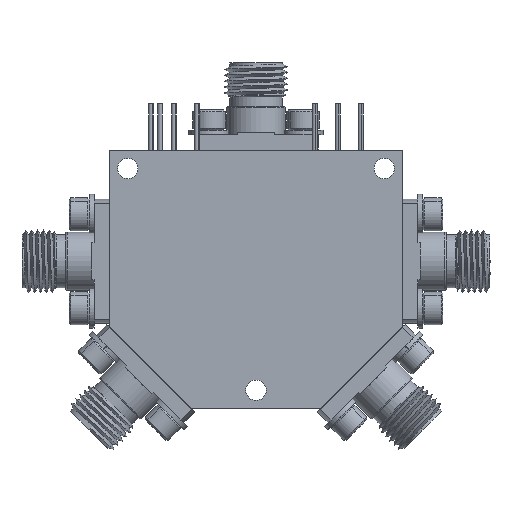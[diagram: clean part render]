
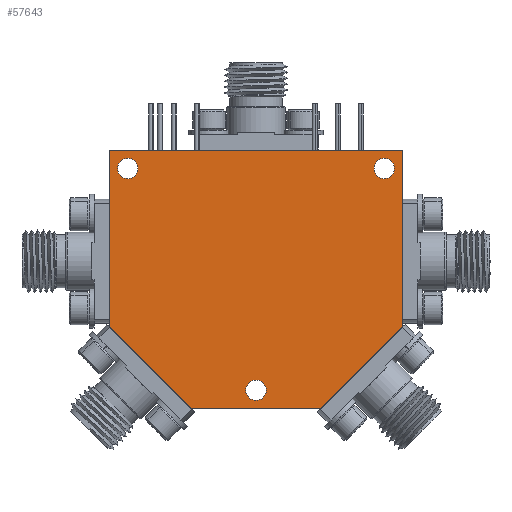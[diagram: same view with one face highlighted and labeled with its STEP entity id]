
A CAD part, front view. The second image highlights one B-rep face of the part: STEP entity #57643.
In plain terms, the highlighted planar face has unit normal (0, -1, 0).
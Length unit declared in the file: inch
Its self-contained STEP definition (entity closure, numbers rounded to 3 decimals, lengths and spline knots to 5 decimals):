
#1 = EDGE_LOOP ( 'NONE', ( #44796, #3829, #51895, #48371, #49463, #10789 ) ) ;
#174 = DIRECTION ( 'NONE',  ( 0., -1., 0. ) ) ;
#1215 = VECTOR ( 'NONE', #25156, 39.37008 ) ;
#1279 = AXIS2_PLACEMENT_3D ( 'NONE', #52814, #7465, #25451 ) ;
#1543 = DIRECTION ( 'NONE',  ( -0.707, 0., 0.707 ) ) ;
#1745 = DIRECTION ( 'NONE',  ( 0., 1., 0. ) ) ;
#2168 = CARTESIAN_POINT ( 'NONE',  ( 0.50556, 0.47971, 0.49031 ) ) ;
#2180 = VERTEX_POINT ( 'NONE', #46489 ) ;
#2636 = EDGE_CURVE ( 'NONE', #36762, #28020, #22921, .T. ) ;
#3255 = CARTESIAN_POINT ( 'NONE',  ( 0.22994, 0.47971, 0.36826 ) ) ;
#3829 = ORIENTED_EDGE ( 'NONE', *, *, #28241, .F. ) ;
#4228 = DIRECTION ( 'NONE',  ( 0., 0., 1. ) ) ;
#4464 = ORIENTED_EDGE ( 'NONE', *, *, #39119, .F. ) ;
#5152 = DIRECTION ( 'NONE',  ( 0., -1., 0. ) ) ;
#5902 = DIRECTION ( 'NONE',  ( 0., 0., 1. ) ) ;
#6196 = AXIS2_PLACEMENT_3D ( 'NONE', #42022, #55599, #18644 ) ;
#6574 = VERTEX_POINT ( 'NONE', #3255 ) ;
#6893 = VECTOR ( 'NONE', #26517, 39.37008 ) ;
#7365 = CARTESIAN_POINT ( 'NONE',  ( -0.11944, 0.47971, 1.47063 ) ) ;
#7465 = DIRECTION ( 'NONE',  ( 0., -1., 0. ) ) ;
#9134 = ORIENTED_EDGE ( 'NONE', *, *, #2636, .F. ) ;
#9542 = LINE ( 'NONE', #41984, #52414 ) ;
#10196 = VERTEX_POINT ( 'NONE', #2168 ) ;
#10257 = LINE ( 'NONE', #14025, #22391 ) ;
#10680 = CARTESIAN_POINT ( 'NONE',  ( 1.13056, 0.47971, 1.47063 ) ) ;
#10789 = ORIENTED_EDGE ( 'NONE', *, *, #22606, .F. ) ;
#10948 = AXIS2_PLACEMENT_3D ( 'NONE', #14538, #28289, #5902 ) ;
#11359 = VERTEX_POINT ( 'NONE', #53315 ) ;
#11478 = FACE_OUTER_BOUND ( 'NONE', #1, .T. ) ;
#11569 = EDGE_LOOP ( 'NONE', ( #4464, #42828 ) ) ;
#12476 = CARTESIAN_POINT ( 'NONE',  ( 1.13056, 0.47971, 0.71764 ) ) ;
#13636 = CARTESIAN_POINT ( 'NONE',  ( 0.50556, 0.47971, 0.447 ) ) ;
#14025 = CARTESIAN_POINT ( 'NONE',  ( 1.13056, 0.47971, 0.71764 ) ) ;
#14392 = AXIS2_PLACEMENT_3D ( 'NONE', #37395, #5152, #27956 ) ;
#14538 = CARTESIAN_POINT ( 'NONE',  ( 1.05182, 0.47971, 1.39189 ) ) ;
#14664 = VERTEX_POINT ( 'NONE', #18610 ) ;
#16032 = VERTEX_POINT ( 'NONE', #47179 ) ;
#16783 = CIRCLE ( 'NONE', #6196, 0.04331 ) ;
#18610 = CARTESIAN_POINT ( 'NONE',  ( -0.11944, 0.47971, 0.71764 ) ) ;
#18644 = DIRECTION ( 'NONE',  ( 0., 0., 1. ) ) ;
#20953 = VERTEX_POINT ( 'NONE', #43256 ) ;
#21420 = FACE_BOUND ( 'NONE', #49240, .T. ) ;
#22178 = CARTESIAN_POINT ( 'NONE',  ( 1.05182, 0.47971, 1.34858 ) ) ;
#22391 = VECTOR ( 'NONE', #27415, 39.37008 ) ;
#22606 = EDGE_CURVE ( 'NONE', #20953, #2180, #41333, .T. ) ;
#22921 = CIRCLE ( 'NONE', #10948, 0.04331 ) ;
#23595 = FACE_BOUND ( 'NONE', #11569, .T. ) ;
#25156 = DIRECTION ( 'NONE',  ( 1., 0., 0. ) ) ;
#25255 = VECTOR ( 'NONE', #33692, 39.37008 ) ;
#25451 = DIRECTION ( 'NONE',  ( 0., 0., 1. ) ) ;
#25931 = ORIENTED_EDGE ( 'NONE', *, *, #33801, .F. ) ;
#26517 = DIRECTION ( 'NONE',  ( -1., 0., 0. ) ) ;
#26544 = LINE ( 'NONE', #34975, #58720 ) ;
#27415 = DIRECTION ( 'NONE',  ( -0.707, 0., -0.707 ) ) ;
#27956 = DIRECTION ( 'NONE',  ( 0., 0., 1. ) ) ;
#28020 = VERTEX_POINT ( 'NONE', #22178 ) ;
#28241 = EDGE_CURVE ( 'NONE', #6574, #14664, #9542, .T. ) ;
#28289 = DIRECTION ( 'NONE',  ( 0., -1., 0. ) ) ;
#28876 = ORIENTED_EDGE ( 'NONE', *, *, #45864, .F. ) ;
#33692 = DIRECTION ( 'NONE',  ( 0., 0., -1. ) ) ;
#33801 = EDGE_CURVE ( 'NONE', #11359, #43410, #47628, .T. ) ;
#34975 = CARTESIAN_POINT ( 'NONE',  ( -0.11944, 0.47971, 0.71764 ) ) ;
#35963 = CARTESIAN_POINT ( 'NONE',  ( 0.78119, 0.47971, 0.36826 ) ) ;
#36019 = EDGE_LOOP ( 'NONE', ( #28876, #25931 ) ) ;
#36644 = DIRECTION ( 'NONE',  ( 0., 0., 1. ) ) ;
#36762 = VERTEX_POINT ( 'NONE', #48571 ) ;
#37395 = CARTESIAN_POINT ( 'NONE',  ( 0.50556, 0.47971, 0.447 ) ) ;
#37475 = LINE ( 'NONE', #10680, #25255 ) ;
#38671 = VERTEX_POINT ( 'NONE', #55910 ) ;
#38840 = CIRCLE ( 'NONE', #55519, 0.04331 ) ;
#39119 = EDGE_CURVE ( 'NONE', #16032, #10196, #52921, .T. ) ;
#39163 = DIRECTION ( 'NONE',  ( 0., 0., 1. ) ) ;
#40887 = EDGE_CURVE ( 'NONE', #38671, #6574, #57003, .T. ) ;
#41333 = LINE ( 'NONE', #7365, #1215 ) ;
#41627 = CARTESIAN_POINT ( 'NONE',  ( -0.0407, 0.47971, 1.39189 ) ) ;
#41984 = CARTESIAN_POINT ( 'NONE',  ( 0.22994, 0.47971, 0.36826 ) ) ;
#42022 = CARTESIAN_POINT ( 'NONE',  ( 1.05182, 0.47971, 1.39189 ) ) ;
#42828 = ORIENTED_EDGE ( 'NONE', *, *, #54659, .F. ) ;
#43256 = CARTESIAN_POINT ( 'NONE',  ( -0.11944, 0.47971, 1.47063 ) ) ;
#43410 = VERTEX_POINT ( 'NONE', #52860 ) ;
#44325 = AXIS2_PLACEMENT_3D ( 'NONE', #56948, #1745, #47748 ) ;
#44796 = ORIENTED_EDGE ( 'NONE', *, *, #47274, .F. ) ;
#44823 = EDGE_CURVE ( 'NONE', #2180, #55683, #37475, .T. ) ;
#45180 = EDGE_CURVE ( 'NONE', #55683, #38671, #10257, .T. ) ;
#45327 = AXIS2_PLACEMENT_3D ( 'NONE', #13636, #45655, #4228 ) ;
#45655 = DIRECTION ( 'NONE',  ( 0., -1., 0. ) ) ;
#45864 = EDGE_CURVE ( 'NONE', #43410, #11359, #38840, .T. ) ;
#46489 = CARTESIAN_POINT ( 'NONE',  ( 1.13056, 0.47971, 1.47063 ) ) ;
#47179 = CARTESIAN_POINT ( 'NONE',  ( 0.50556, 0.47971, 0.4037 ) ) ;
#47274 = EDGE_CURVE ( 'NONE', #14664, #20953, #26544, .T. ) ;
#47628 = CIRCLE ( 'NONE', #1279, 0.04331 ) ;
#47748 = DIRECTION ( 'NONE',  ( 0., 0., 1. ) ) ;
#48371 = ORIENTED_EDGE ( 'NONE', *, *, #45180, .F. ) ;
#48571 = CARTESIAN_POINT ( 'NONE',  ( 1.05182, 0.47971, 1.43519 ) ) ;
#49220 = ORIENTED_EDGE ( 'NONE', *, *, #53582, .F. ) ;
#49240 = EDGE_LOOP ( 'NONE', ( #49220, #9134 ) ) ;
#49463 = ORIENTED_EDGE ( 'NONE', *, *, #44823, .F. ) ;
#51895 = ORIENTED_EDGE ( 'NONE', *, *, #40887, .F. ) ;
#52414 = VECTOR ( 'NONE', #1543, 39.37008 ) ;
#52447 = CIRCLE ( 'NONE', #14392, 0.04331 ) ;
#52814 = CARTESIAN_POINT ( 'NONE',  ( -0.0407, 0.47971, 1.39189 ) ) ;
#52860 = CARTESIAN_POINT ( 'NONE',  ( -0.0407, 0.47971, 1.34858 ) ) ;
#52921 = CIRCLE ( 'NONE', #45327, 0.04331 ) ;
#53315 = CARTESIAN_POINT ( 'NONE',  ( -0.0407, 0.47971, 1.43519 ) ) ;
#53582 = EDGE_CURVE ( 'NONE', #28020, #36762, #16783, .T. ) ;
#54326 = FACE_BOUND ( 'NONE', #36019, .T. ) ;
#54659 = EDGE_CURVE ( 'NONE', #10196, #16032, #52447, .T. ) ;
#55519 = AXIS2_PLACEMENT_3D ( 'NONE', #41627, #174, #36644 ) ;
#55599 = DIRECTION ( 'NONE',  ( 0., -1., 0. ) ) ;
#55683 = VERTEX_POINT ( 'NONE', #12476 ) ;
#55910 = CARTESIAN_POINT ( 'NONE',  ( 0.78119, 0.47971, 0.36826 ) ) ;
#56533 = PLANE ( 'NONE',  #44325 ) ;
#56948 = CARTESIAN_POINT ( 'NONE',  ( -0.11944, 0.47971, 1.47063 ) ) ;
#57003 = LINE ( 'NONE', #35963, #6893 ) ;
#57643 = ADVANCED_FACE ( 'NONE', ( #21420, #23595, #54326, #11478 ), #56533, .F. ) ;
#58720 = VECTOR ( 'NONE', #39163, 39.37008 ) ;
